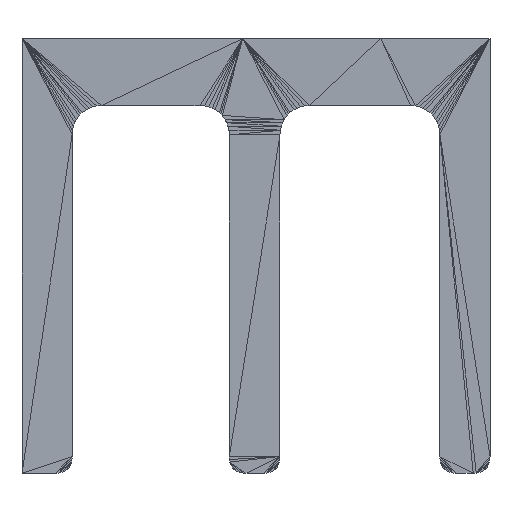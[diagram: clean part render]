
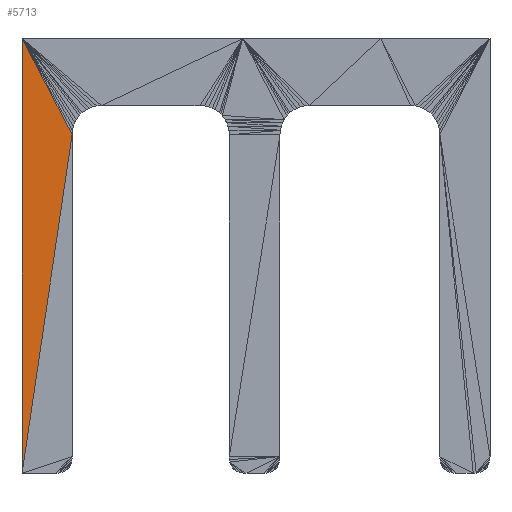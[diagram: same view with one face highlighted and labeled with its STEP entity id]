
A CAD part, top view. The second image highlights one B-rep face of the part: STEP entity #5713.
In plain terms, the highlighted planar face has unit normal (0, 0, 1).
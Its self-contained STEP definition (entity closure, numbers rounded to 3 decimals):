
#255=FACE_OUTER_BOUND('',#751,.T.);
#751=EDGE_LOOP('',(#4209,#4210,#4211));
#1123=LINE('',#8457,#1867);
#1404=LINE('',#9014,#2148);
#1452=LINE('',#9104,#2196);
#1867=VECTOR('',#6711,10.);
#2148=VECTOR('',#7304,10.);
#2196=VECTOR('',#7408,10.);
#2558=VERTEX_POINT('',#8452);
#2560=VERTEX_POINT('',#8455);
#2680=VERTEX_POINT('',#9013);
#2861=EDGE_CURVE('',#2560,#2558,#1123,.T.);
#3142=EDGE_CURVE('',#2680,#2558,#1404,.T.);
#3190=EDGE_CURVE('',#2560,#2680,#1452,.T.);
#4209=ORIENTED_EDGE('',*,*,#3190,.T.);
#4210=ORIENTED_EDGE('',*,*,#3142,.T.);
#4211=ORIENTED_EDGE('',*,*,#2861,.F.);
#5217=PLANE('',#6223);
#5713=ADVANCED_FACE('',(#255),#5217,.T.);
#6223=AXIS2_PLACEMENT_3D('',#9103,#7406,#7407);
#6711=DIRECTION('',(0.463,-0.887,0.));
#7304=DIRECTION('',(0.147,0.989,0.));
#7406=DIRECTION('center_axis',(0.,0.,1.));
#7407=DIRECTION('ref_axis',(1.,0.,0.));
#7408=DIRECTION('',(0.,-1.,0.));
#8452=CARTESIAN_POINT('',(-346.95,-194.962,10.));
#8455=CARTESIAN_POINT('',(-366.,-158.45,10.));
#8457=CARTESIAN_POINT('',(-366.,-158.45,10.));
#9013=CARTESIAN_POINT('',(-366.,-323.55,10.));
#9014=CARTESIAN_POINT('',(-366.,-323.55,10.));
#9103=CARTESIAN_POINT('Origin',(-346.95,-194.962,10.));
#9104=CARTESIAN_POINT('',(-366.,-158.45,10.));
